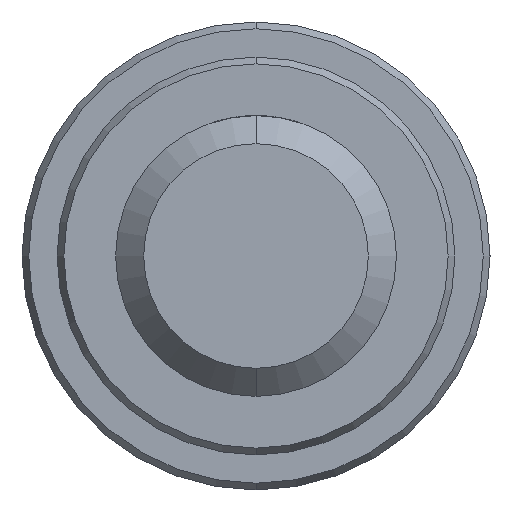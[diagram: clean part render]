
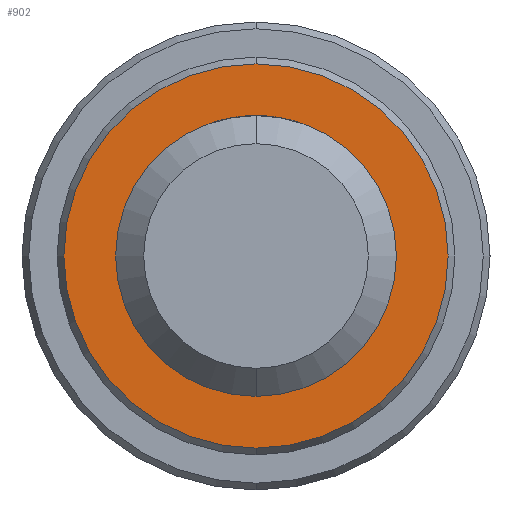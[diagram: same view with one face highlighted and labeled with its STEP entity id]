
A CAD part, left-side view. The second image highlights one B-rep face of the part: STEP entity #902.
In plain terms, the highlighted planar face has unit normal (-1, 0, 0).
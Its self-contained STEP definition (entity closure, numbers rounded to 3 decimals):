
#14 = DIRECTION ( 'NONE',  ( -1., 0., 0. ) ) ;
#33 = EDGE_CURVE ( 'NONE', #1843, #1854, #1258, .T. ) ;
#85 = ORIENTED_EDGE ( 'NONE', *, *, #1181, .T. ) ;
#86 = CARTESIAN_POINT ( 'NONE',  ( -105.1, 0., 0. ) ) ;
#141 = EDGE_CURVE ( 'NONE', #1376, #1272, #453, .T. ) ;
#187 = ORIENTED_EDGE ( 'NONE', *, *, #1907, .T. ) ;
#194 = CARTESIAN_POINT ( 'NONE',  ( -105.1, 0., 0. ) ) ;
#195 = PLANE ( 'NONE',  #1083 ) ;
#348 = FACE_BOUND ( 'NONE', #685, .T. ) ;
#363 = DIRECTION ( 'NONE',  ( 0., 0., -1. ) ) ;
#372 = DIRECTION ( 'NONE',  ( 1., 0., 0. ) ) ;
#453 = CIRCLE ( 'NONE', #1081, 6. ) ;
#685 = EDGE_LOOP ( 'NONE', ( #698, #187 ) ) ;
#698 = ORIENTED_EDGE ( 'NONE', *, *, #141, .T. ) ;
#708 = CARTESIAN_POINT ( 'NONE',  ( -105.1, 0., 0. ) ) ;
#780 = DIRECTION ( 'NONE',  ( 1., 0., 0. ) ) ;
#846 = CARTESIAN_POINT ( 'NONE',  ( -105.1, 0., 6. ) ) ;
#871 = DIRECTION ( 'NONE',  ( -1., 0., 0. ) ) ;
#891 = DIRECTION ( 'NONE',  ( 0., 0., 1. ) ) ;
#902 = ADVANCED_FACE ( 'NONE', ( #1671, #348 ), #195, .T. ) ;
#912 = AXIS2_PLACEMENT_3D ( 'NONE', #86, #780, #1263 ) ;
#1018 = CARTESIAN_POINT ( 'NONE',  ( -105.1, 0., 0. ) ) ;
#1058 = DIRECTION ( 'NONE',  ( -1., 0., 0. ) ) ;
#1065 = CIRCLE ( 'NONE', #912, 6. ) ;
#1081 = AXIS2_PLACEMENT_3D ( 'NONE', #708, #372, #363 ) ;
#1083 = AXIS2_PLACEMENT_3D ( 'NONE', #1370, #14, #1568 ) ;
#1181 = EDGE_CURVE ( 'NONE', #1854, #1843, #1448, .T. ) ;
#1258 = CIRCLE ( 'NONE', #2091, 8.211 ) ;
#1263 = DIRECTION ( 'NONE',  ( 0., 0., -1. ) ) ;
#1272 = VERTEX_POINT ( 'NONE', #1482 ) ;
#1370 = CARTESIAN_POINT ( 'NONE',  ( -105.1, 6., 0. ) ) ;
#1376 = VERTEX_POINT ( 'NONE', #846 ) ;
#1417 = EDGE_LOOP ( 'NONE', ( #1911, #85 ) ) ;
#1448 = CIRCLE ( 'NONE', #1933, 8.211 ) ;
#1459 = CARTESIAN_POINT ( 'NONE',  ( -105.1, 0., 8.211 ) ) ;
#1482 = CARTESIAN_POINT ( 'NONE',  ( -105.1, 0., -6. ) ) ;
#1568 = DIRECTION ( 'NONE',  ( 0., 0., 1. ) ) ;
#1609 = CARTESIAN_POINT ( 'NONE',  ( -105.1, 0., -8.211 ) ) ;
#1671 = FACE_OUTER_BOUND ( 'NONE', #1417, .T. ) ;
#1716 = DIRECTION ( 'NONE',  ( 0., 0., 1. ) ) ;
#1843 = VERTEX_POINT ( 'NONE', #1609 ) ;
#1854 = VERTEX_POINT ( 'NONE', #1459 ) ;
#1907 = EDGE_CURVE ( 'NONE', #1272, #1376, #1065, .T. ) ;
#1911 = ORIENTED_EDGE ( 'NONE', *, *, #33, .T. ) ;
#1933 = AXIS2_PLACEMENT_3D ( 'NONE', #194, #1058, #891 ) ;
#2091 = AXIS2_PLACEMENT_3D ( 'NONE', #1018, #871, #1716 ) ;
